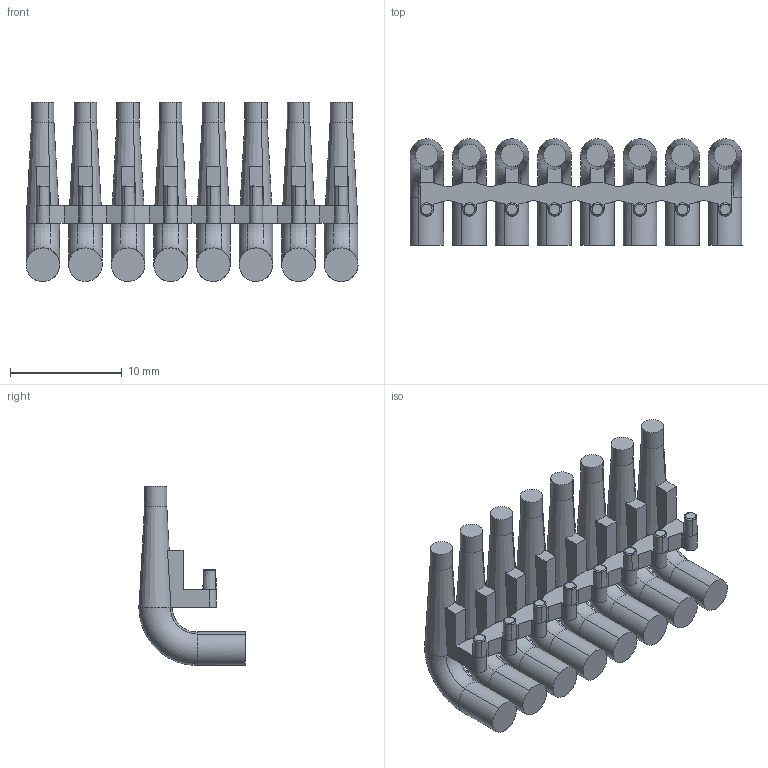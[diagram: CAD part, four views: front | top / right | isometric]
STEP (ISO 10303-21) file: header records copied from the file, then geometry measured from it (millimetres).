
FILE_DESCRIPTION(('CATIA V5 STEP Exchange','CAx-IF Rec.Pracs.--- Model Styling and Organization---1.2---2011-12-15'),'2;1');
FILE_NAME ('D1461050_0_1979720000_1979720000.stp','2018-10-09T13:06:36+00:00',('none'),('Weidmueller'),'CATIA Version 5-6 Release 2014','CATIA V5 STEP AP214','none');
FILE_SCHEMA(('AUTOMOTIVE_DESIGN { 1 0 10303 214 1 1 1 1 }'));
Length unit declared in the file: millimetre
Products named in the file (1): 1979720000
Bounding box: 29.67 x 9.5 x 16 mm (x, y, z)
Volume: 1136 mm3; surface area: 1871.4 mm2
Topology: 1 solids, 1 shells, 236 faces, 633 edges, 399 vertices
Faces by surface type: plane 100, torus 56, cylinder 40, cone 40
Entity records: 6746 total; most frequent: CARTESIAN_POINT 1351, ORIENTED_EDGE 1266, DIRECTION 863, EDGE_CURVE 633, AXIS2_PLACEMENT_3D 444, VERTEX_POINT 399, CIRCLE 303, VECTOR 280
